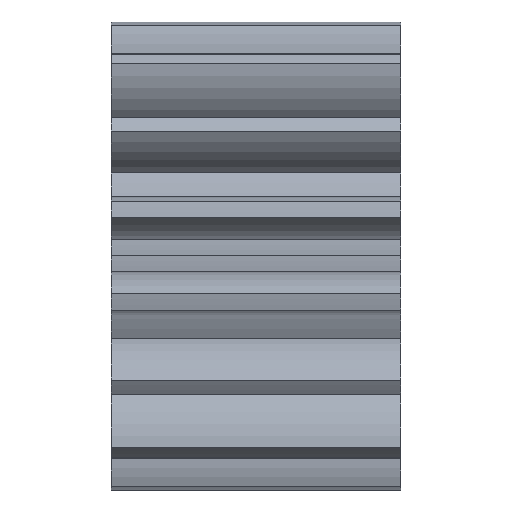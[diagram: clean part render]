
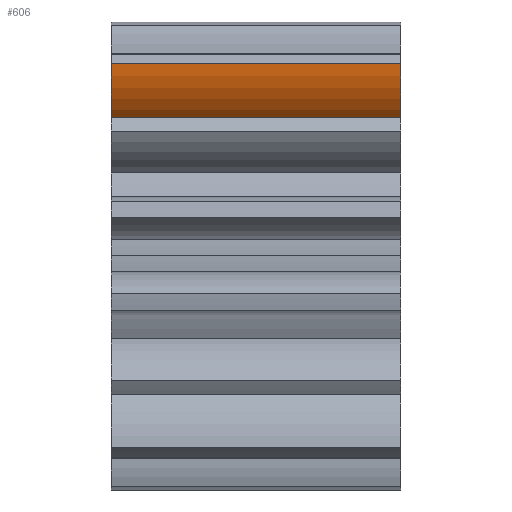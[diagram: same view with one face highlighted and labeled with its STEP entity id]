
A CAD part, top view. The second image highlights one B-rep face of the part: STEP entity #606.
In plain terms, the highlighted cylindrical face has radius 4.064 mm (diameter 8.128 mm), a partial arc.
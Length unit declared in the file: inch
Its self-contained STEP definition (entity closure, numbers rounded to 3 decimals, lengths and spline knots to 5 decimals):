
#37 = CARTESIAN_POINT ( 'NONE',  ( -1.08063, 0.52287, 0.87131 ) ) ;
#38 = CARTESIAN_POINT ( 'NONE',  ( -1.35563, 0.52287, 0.87131 ) ) ;
#147 = CYLINDRICAL_SURFACE ( 'NONE', #1130, 0.16 ) ;
#153 = CARTESIAN_POINT ( 'NONE',  ( -1.35563, 0.53107, 0.71152 ) ) ;
#184 = VECTOR ( 'NONE', #1512, 39.37008 ) ;
#206 = CARTESIAN_POINT ( 'NONE',  ( -0.80563, 0.52287, 0.87131 ) ) ;
#262 = LINE ( 'NONE', #37, #184 ) ;
#361 = DIRECTION ( 'NONE',  ( 0., 0.707, -0.707 ) ) ;
#379 = EDGE_CURVE ( 'NONE', #579, #2524, #262, .T. ) ;
#396 = CIRCLE ( 'NONE', #1415, 0.16 ) ;
#427 = ORIENTED_EDGE ( 'NONE', *, *, #1650, .F. ) ;
#465 = CARTESIAN_POINT ( 'NONE',  ( -0.80563, 0.53107, 0.71152 ) ) ;
#579 = VERTEX_POINT ( 'NONE', #206 ) ;
#593 = VECTOR ( 'NONE', #1337, 39.37008 ) ;
#606 = ADVANCED_FACE ( 'NONE', ( #1827 ), #147, .T. ) ;
#966 = EDGE_CURVE ( 'NONE', #2155, #579, #1027, .T. ) ;
#1027 = CIRCLE ( 'NONE', #1854, 0.16 ) ;
#1130 = AXIS2_PLACEMENT_3D ( 'NONE', #465, #2362, #1932 ) ;
#1159 = LINE ( 'NONE', #2382, #593 ) ;
#1170 = DIRECTION ( 'NONE',  ( -1., 0., 0. ) ) ;
#1337 = DIRECTION ( 'NONE',  ( -1., 0., 0. ) ) ;
#1415 = AXIS2_PLACEMENT_3D ( 'NONE', #153, #1622, #361 ) ;
#1429 = EDGE_LOOP ( 'NONE', ( #2212, #427, #2539, #1829 ) ) ;
#1512 = DIRECTION ( 'NONE',  ( -1., 0., 0. ) ) ;
#1604 = CARTESIAN_POINT ( 'NONE',  ( -1.35563, 0.41763, 0.82435 ) ) ;
#1622 = DIRECTION ( 'NONE',  ( -1., 0., 0. ) ) ;
#1633 = VERTEX_POINT ( 'NONE', #1604 ) ;
#1650 = EDGE_CURVE ( 'NONE', #1633, #2524, #396, .T. ) ;
#1796 = CARTESIAN_POINT ( 'NONE',  ( -0.80563, 0.41763, 0.82435 ) ) ;
#1827 = FACE_OUTER_BOUND ( 'NONE', #1429, .T. ) ;
#1829 = ORIENTED_EDGE ( 'NONE', *, *, #966, .T. ) ;
#1854 = AXIS2_PLACEMENT_3D ( 'NONE', #2423, #1170, #2634 ) ;
#1932 = DIRECTION ( 'NONE',  ( 0., 0., 1. ) ) ;
#2052 = EDGE_CURVE ( 'NONE', #2155, #1633, #1159, .T. ) ;
#2155 = VERTEX_POINT ( 'NONE', #1796 ) ;
#2212 = ORIENTED_EDGE ( 'NONE', *, *, #379, .T. ) ;
#2362 = DIRECTION ( 'NONE',  ( -1., 0., 0. ) ) ;
#2382 = CARTESIAN_POINT ( 'NONE',  ( -0.80563, 0.41763, 0.82435 ) ) ;
#2423 = CARTESIAN_POINT ( 'NONE',  ( -0.80563, 0.53107, 0.71152 ) ) ;
#2524 = VERTEX_POINT ( 'NONE', #38 ) ;
#2539 = ORIENTED_EDGE ( 'NONE', *, *, #2052, .F. ) ;
#2634 = DIRECTION ( 'NONE',  ( 0., 0.707, -0.707 ) ) ;
